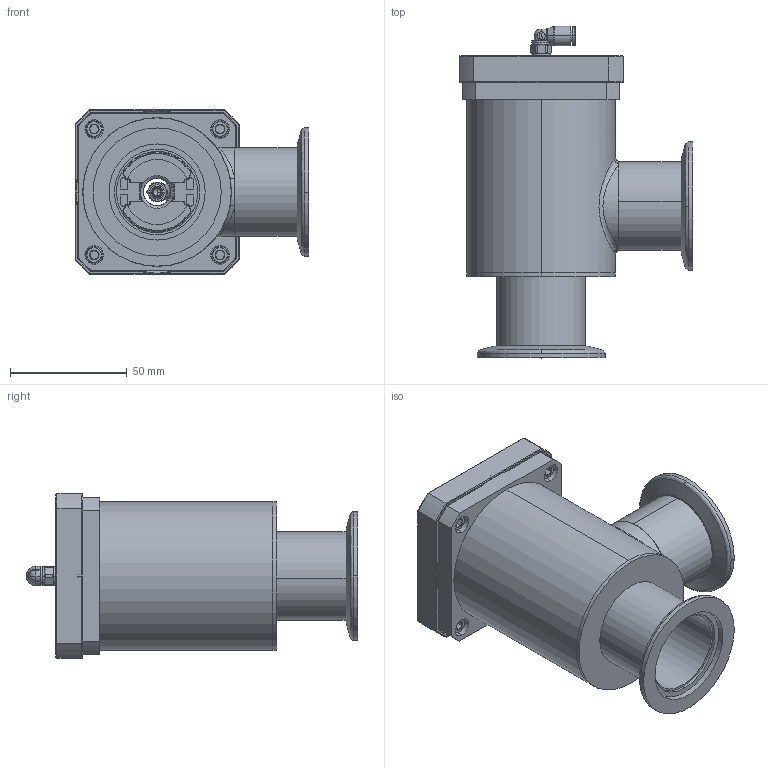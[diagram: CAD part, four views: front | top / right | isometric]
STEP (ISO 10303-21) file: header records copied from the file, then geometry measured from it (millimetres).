
FILE_DESCRIPTION (( 'STEP AP203' ), '1' );
FILE_NAME ('NAP-S04100.STEP', '2023-11-16T22:22:12', ( '' ), ( '' ), 'SwSTEP 2.0', 'SolidWorks 2020', '' );
FILE_SCHEMA (( 'CONFIG_CONTROL_DESIGN' ));
Length unit declared in the file: inch
Products named in the file (1): NAP-S04100
Bounding box: 100.18 x 142.1 x 70.31 mm (x, y, z)
Volume: 106373.2 mm3; surface area: 105117.3 mm2
Topology: 22 solids, 22 shells, 1832 faces, 4950 edges, 3218 vertices
Faces by surface type: plane 624, cylinder 544, cone 488, bspline 125, torus 48, sphere 3
Entity records: 70001 total; most frequent: CARTESIAN_POINT 26075, ORIENTED_EDGE 9896, DIRECTION 8565, EDGE_CURVE 4948, AXIS2_PLACEMENT_3D 3256, VERTEX_POINT 3218, VECTOR 2053, LINE 2053
